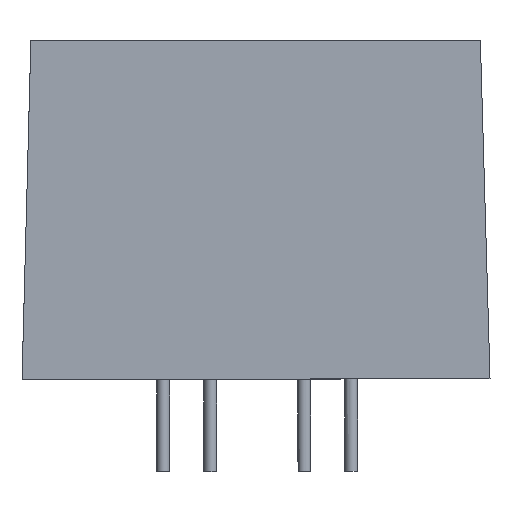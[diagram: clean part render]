
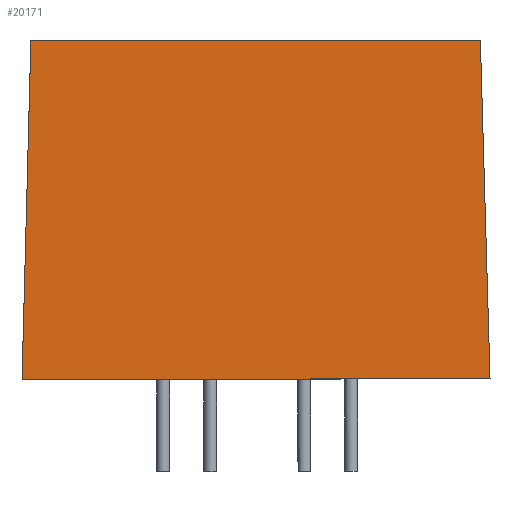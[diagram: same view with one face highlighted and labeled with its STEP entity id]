
A CAD part, left-side view. The second image highlights one B-rep face of the part: STEP entity #20171.
In plain terms, the highlighted planar face has unit normal (-1, 0, 0).
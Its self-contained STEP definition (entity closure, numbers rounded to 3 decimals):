
#2834=FACE_OUTER_BOUND('',#4035,.T.);
#4035=EDGE_LOOP('',(#18503,#18504,#18505,#18506));
#5610=LINE('',#37400,#7505);
#5899=LINE('',#39059,#7794);
#5902=LINE('',#39065,#7797);
#5930=LINE('',#39182,#7825);
#7505=VECTOR('',#23262,10.);
#7794=VECTOR('',#23871,10.);
#7797=VECTOR('',#23876,10.);
#7825=VECTOR('',#24016,10.);
#9521=VERTEX_POINT('',#37397);
#9522=VERTEX_POINT('',#37399);
#9732=VERTEX_POINT('',#39058);
#9734=VERTEX_POINT('',#39064);
#12310=EDGE_CURVE('',#9522,#9521,#5610,.T.);
#12625=EDGE_CURVE('',#9521,#9732,#5899,.T.);
#12628=EDGE_CURVE('',#9734,#9522,#5902,.T.);
#12680=EDGE_CURVE('',#9732,#9734,#5930,.T.);
#18503=ORIENTED_EDGE('',*,*,#12625,.T.);
#18504=ORIENTED_EDGE('',*,*,#12680,.T.);
#18505=ORIENTED_EDGE('',*,*,#12628,.T.);
#18506=ORIENTED_EDGE('',*,*,#12310,.T.);
#19084=PLANE('',#20830);
#20171=ADVANCED_FACE('',(#2834),#19084,.F.);
#20830=AXIS2_PLACEMENT_3D('',#39183,#24017,#24018);
#23262=DIRECTION('',(0.,1.,-0.001));
#23871=DIRECTION('',(0.,0.026,-1.));
#23876=DIRECTION('',(0.,0.028,1.));
#24016=DIRECTION('',(0.,-1.,0.001));
#24017=DIRECTION('center_axis',(1.,0.,0.));
#24018=DIRECTION('ref_axis',(0.,0.001,1.));
#37397=CARTESIAN_POINT('',(-19.633,34.185,17.33));
#37399=CARTESIAN_POINT('',(-19.633,9.884,17.358));
#37400=CARTESIAN_POINT('',(-19.633,10.384,17.357));
#39058=CARTESIAN_POINT('',(-19.634,34.663,-0.971));
#39059=CARTESIAN_POINT('',(-19.633,34.3,12.937));
#39064=CARTESIAN_POINT('',(-19.633,9.363,-0.942));
#39065=CARTESIAN_POINT('',(-19.633,9.498,3.816));
#39182=CARTESIAN_POINT('',(-19.634,33.663,-0.97));
#39183=CARTESIAN_POINT('Origin',(-19.633,22.024,8.194));
